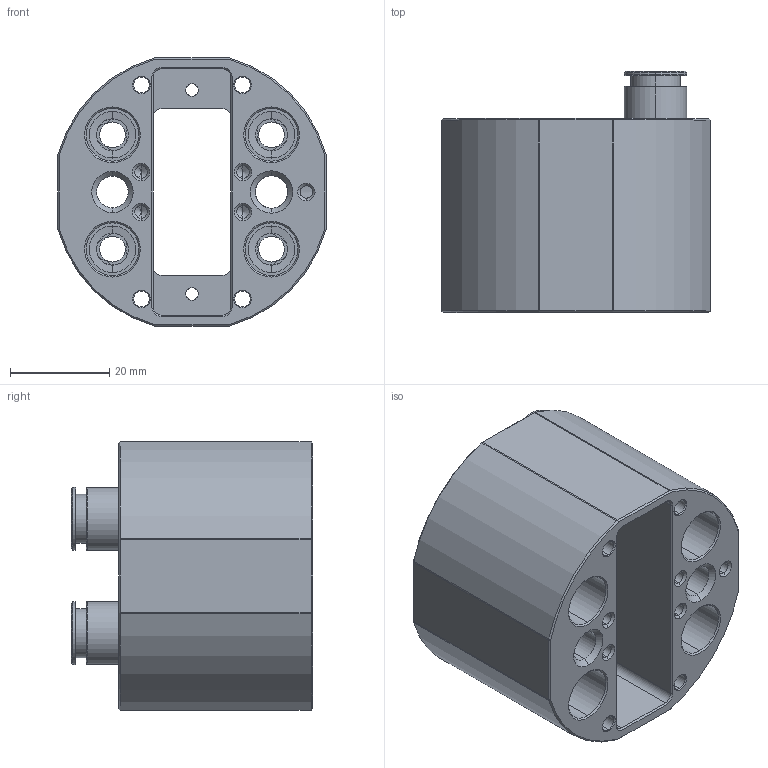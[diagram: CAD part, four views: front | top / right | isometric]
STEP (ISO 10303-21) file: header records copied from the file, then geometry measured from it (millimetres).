
FILE_DESCRIPTION (( 'STEP AP214' ), '1' );
FILE_NAME ('connector_housing.step', '2018-12-07T20:27:51', ( '' ), ( '' ), 'SwSTEP 2.0', 'SolidWorks 2016', '' );
FILE_SCHEMA (( 'AUTOMOTIVE_DESIGN' ));
Length unit declared in the file: millimetre
Products named in the file (1): connector_housing
Bounding box: 54 x 48.5 x 54 mm (x, y, z)
Volume: 51181.5 mm3; surface area: 24498.5 mm2
Topology: 1 solids, 1 shells, 367 faces, 860 edges, 520 vertices
Faces by surface type: cylinder 166, cone 120, plane 73, torus 8
Entity records: 10892 total; most frequent: DIRECTION 2052, CARTESIAN_POINT 1916, ORIENTED_EDGE 1704, EDGE_CURVE 852, AXIS2_PLACEMENT_3D 842, VERTEX_POINT 520, CIRCLE 474, EDGE_LOOP 430
